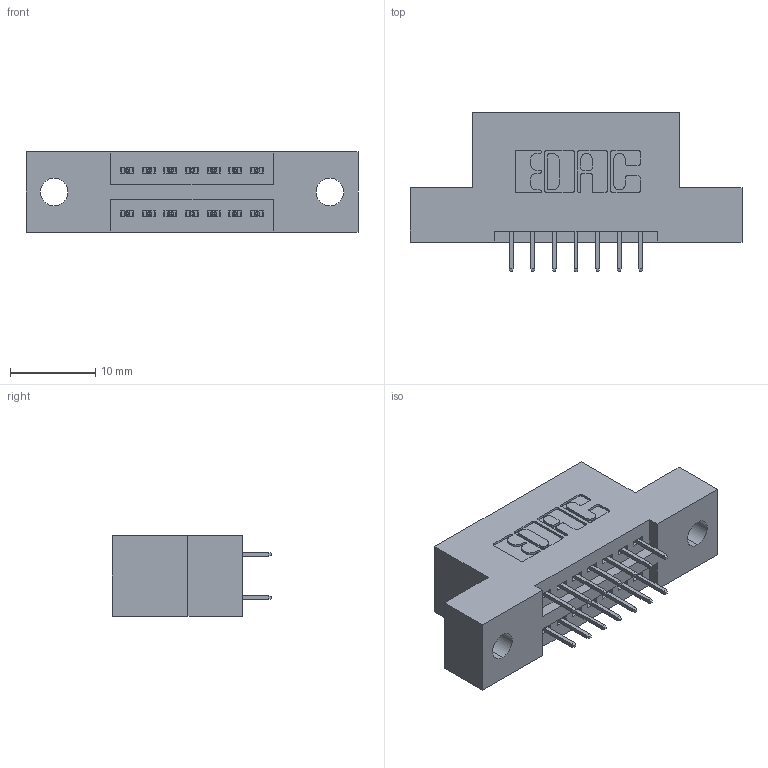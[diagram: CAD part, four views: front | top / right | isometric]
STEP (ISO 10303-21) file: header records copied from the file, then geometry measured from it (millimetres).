
FILE_DESCRIPTION (( 'STEP AP203' ), '1' );
FILE_NAME ('895-014-525-202.STEP', '2020-09-25T03:16:10', ( '' ), ( '' ), 'SwSTEP 2.0', 'SolidWorks 2020', '' );
FILE_SCHEMA (( 'CONFIG_CONTROL_DESIGN' ));
Length unit declared in the file: inch
Products named in the file (3): 345-292-001_345-293-125; 895-014-525-202; 845 Part_Flush Mounting Lugs - 0.128 Dia
Assembly tree (15 placements, depth 2):
  895-014-525-202
    845 Part_Flush Mounting Lugs - 0.128 Dia
    345-292-001_345-293-125  x14
Bounding box: 38.99 x 18.72 x 9.4 mm (x, y, z)
Volume: 3402.8 mm3; surface area: 4009.9 mm2
Topology: 15 solids, 15 shells, 882 faces, 2483 edges, 1598 vertices
Faces by surface type: plane 626, cylinder 256
Entity records: 10281 total; most frequent: CARTESIAN_POINT 1756, ORIENTED_EDGE 1690, DIRECTION 1593, EDGE_CURVE 845, LINE 689, VECTOR 689, VERTEX_POINT 558, AXIS2_PLACEMENT_3D 452
